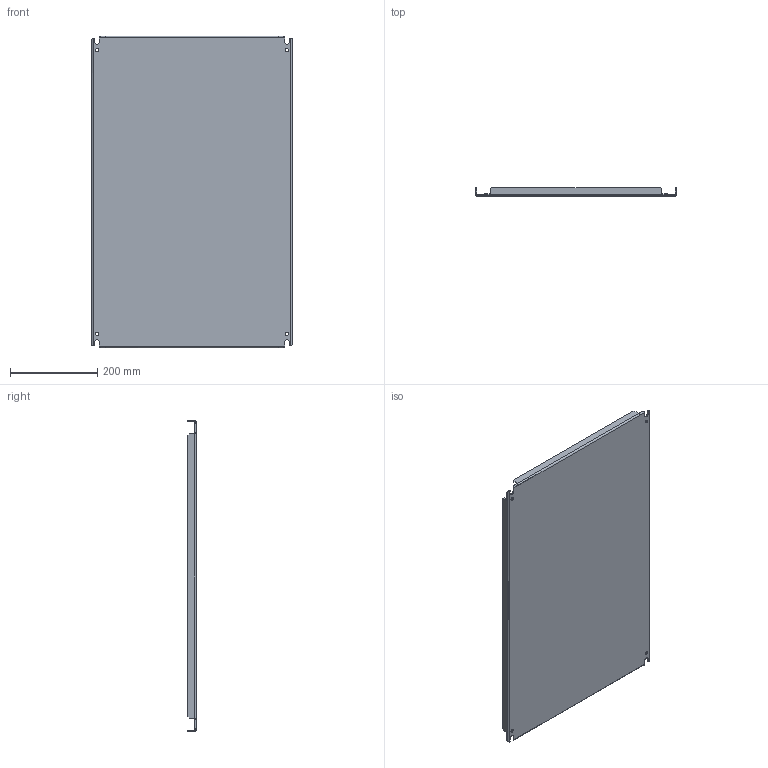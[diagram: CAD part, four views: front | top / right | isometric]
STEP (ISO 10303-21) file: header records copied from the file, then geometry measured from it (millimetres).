
FILE_DESCRIPTION (( 'STEP AP214' ), '1' );
FILE_NAME ('EPG3020.step', '2019-09-05T17:30:55', ( '' ), ( '' ), 'SwSTEP 2.0', 'SolidWorks 2018', '' );
FILE_SCHEMA (( 'AUTOMOTIVE_DESIGN' ));
Length unit declared in the file: inch
Products named in the file (1): EPG3020
Bounding box: 461.52 x 19.05 x 715.52 mm (x, y, z)
Volume: 873095.6 mm3; surface area: 730031.4 mm2
Topology: 1 solids, 1 shells, 128 faces, 330 edges, 204 vertices
Faces by surface type: plane 74, cylinder 38, bspline 16
Entity records: 6810 total; most frequent: CARTESIAN_POINT 2039, ORIENTED_EDGE 660, DIRECTION 600, EDGE_CURVE 330, LINE 222, VECTOR 222, VERTEX_POINT 204, AXIS2_PLACEMENT_3D 189
